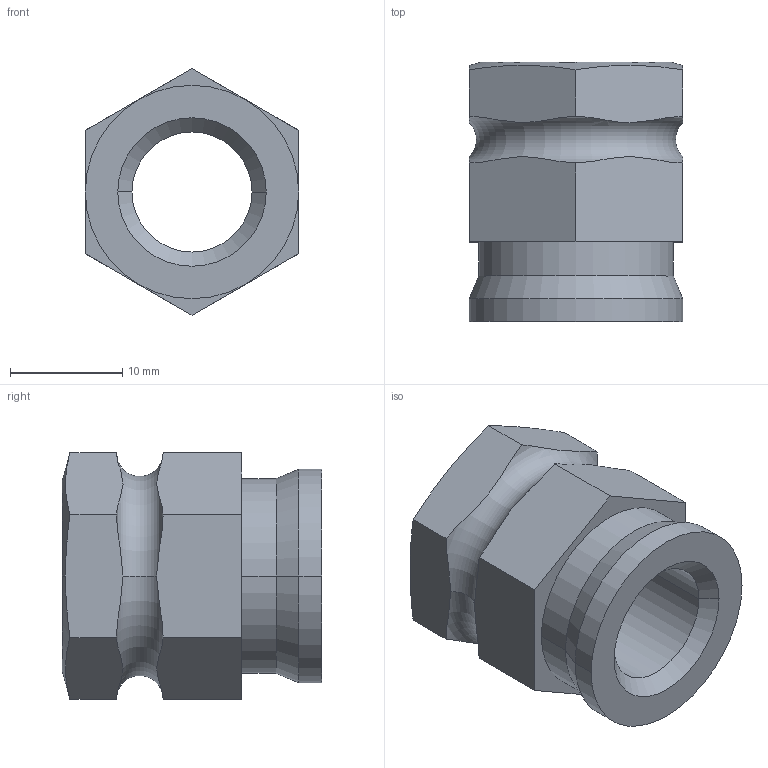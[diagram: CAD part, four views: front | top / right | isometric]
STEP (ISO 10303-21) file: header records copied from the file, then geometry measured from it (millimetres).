
FILE_DESCRIPTION((''),'2;1');
FILE_NAME('C02-1002_REV3_PROD','2021-03-30T09:38:07',('jwisneski'),(''),'CREO PARAMETRIC BY PTC INC, 2017110','CREO PARAMETRIC BY PTC INC, 2017110','');
FILE_SCHEMA(('CONFIG_CONTROL_DESIGN'));
Length unit declared in the file: inch
Products named in the file (1): C02-1002_REV3_PROD
Bounding box: 19.05 x 23.14 x 22 mm (x, y, z)
Volume: 4525.5 mm3; surface area: 2699.8 mm2
Topology: 1 solids, 1 shells, 43 faces, 122 edges, 82 vertices
Faces by surface type: plane 27, cone 8, cylinder 6, torus 2
Entity records: 1678 total; most frequent: CARTESIAN_POINT 515, ORIENTED_EDGE 244, DIRECTION 226, EDGE_CURVE 122, AXIS2_PLACEMENT_3D 85, VERTEX_POINT 82, VECTOR 56, LINE 56
